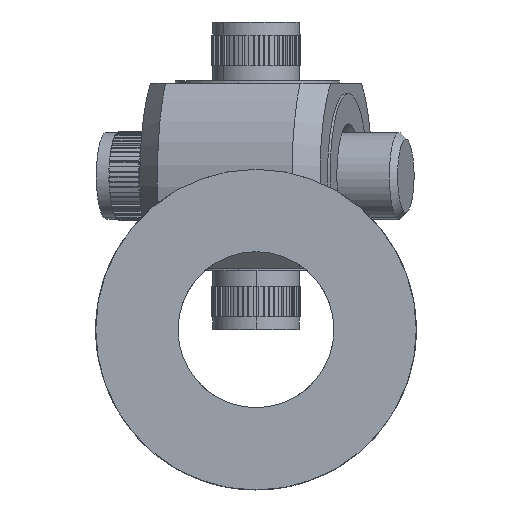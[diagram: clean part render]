
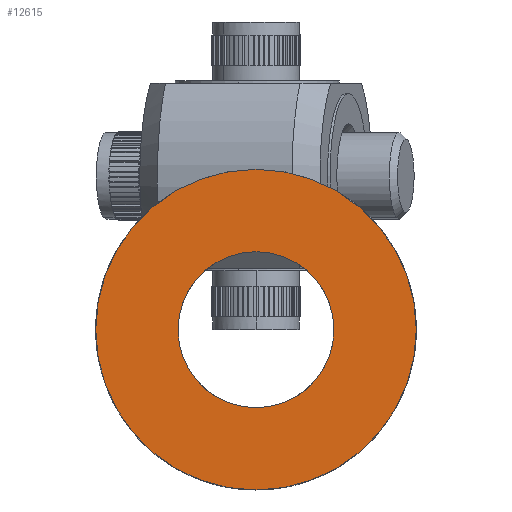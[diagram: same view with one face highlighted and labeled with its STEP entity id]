
A CAD part, left-side view. The second image highlights one B-rep face of the part: STEP entity #12615.
In plain terms, the highlighted face is planar.
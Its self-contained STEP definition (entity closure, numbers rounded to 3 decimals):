
#951=PLANE('',#21485);
#4234=VERTEX_POINT('',#19566);
#4266=VERTEX_POINT('',#19813);
#5000=CIRCLE('',#21463,0.9);
#5006=CIRCLE('',#21484,1.85);
#6719=EDGE_CURVE('',#4234,#4234,#5000,.T.);
#6765=EDGE_CURVE('',#4266,#4266,#5006,.T.);
#10315=ORIENTED_EDGE('',*,*,#6719,.T.);
#10316=ORIENTED_EDGE('',*,*,#6765,.F.);
#11132=EDGE_LOOP('',(#10315));
#11133=EDGE_LOOP('',(#10316));
#11881=FACE_BOUND('',#11132,.T.);
#11882=FACE_BOUND('',#11133,.T.);
#12615=ADVANCED_FACE('',(#11881,#11882),#951,.T.);
#15955=DIRECTION('',(0.,0.,-1.));
#15956=DIRECTION('',(0.9,0.,0.));
#16009=DIRECTION('',(0.,0.,-1.));
#16010=DIRECTION('',(1.85,0.,0.));
#16011=DIRECTION('',(0.,0.,1.));
#19565=CARTESIAN_POINT('',(0.,0.,5.4));
#19566=CARTESIAN_POINT('',(-0.9,0.,5.4));
#19812=CARTESIAN_POINT('',(0.,0.,5.4));
#19813=CARTESIAN_POINT('',(1.85,0.,5.4));
#19814=CARTESIAN_POINT('',(0.,0.,5.4));
#21463=AXIS2_PLACEMENT_3D('',#19565,#15955,#15956);
#21484=AXIS2_PLACEMENT_3D('',#19812,#16009,#16010);
#21485=AXIS2_PLACEMENT_3D('',#19814,#16011,$);
